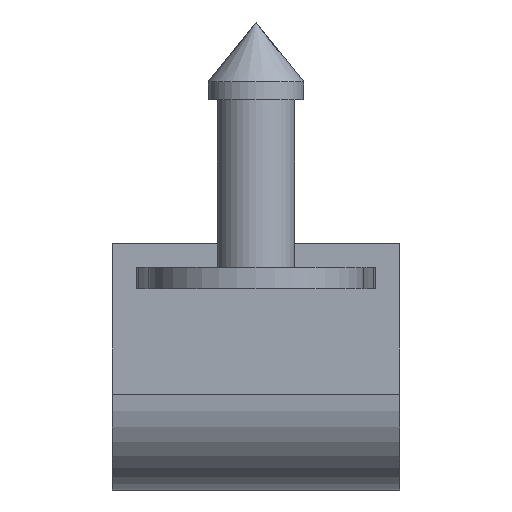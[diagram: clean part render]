
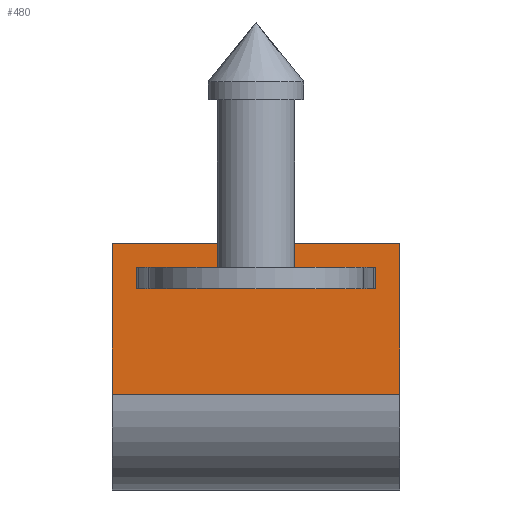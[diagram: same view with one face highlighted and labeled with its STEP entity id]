
A CAD part, front view. The second image highlights one B-rep face of the part: STEP entity #480.
In plain terms, the highlighted planar face has unit normal (0, -1, 0).
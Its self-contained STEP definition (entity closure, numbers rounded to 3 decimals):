
#5 = CARTESIAN_POINT ( 'NONE',  ( -9.959, 10., 0. ) ) ;
#15 = EDGE_CURVE ( 'NONE', #836, #1086, #1037, .T. ) ;
#45 = CARTESIAN_POINT ( 'NONE',  ( -9.959, 10., 1.8 ) ) ;
#174 = DIRECTION ( 'NONE',  ( 0., 0., 1. ) ) ;
#176 = EDGE_CURVE ( 'NONE', #365, #1129, #331, .T. ) ;
#227 = DIRECTION ( 'NONE',  ( 1., 0., 0. ) ) ;
#258 = EDGE_CURVE ( 'NONE', #836, #365, #832, .T. ) ;
#272 = LINE ( 'NONE', #471, #487 ) ;
#274 = LINE ( 'NONE', #343, #1038 ) ;
#283 = DIRECTION ( 'NONE',  ( 1., 0., 0. ) ) ;
#289 = FACE_OUTER_BOUND ( 'NONE', #644, .T. ) ;
#291 = ORIENTED_EDGE ( 'NONE', *, *, #258, .T. ) ;
#301 = CARTESIAN_POINT ( 'NONE',  ( 12., 10., -14.803 ) ) ;
#331 = LINE ( 'NONE', #301, #1069 ) ;
#342 = AXIS2_PLACEMENT_3D ( 'NONE', #1235, #455, #853 ) ;
#343 = CARTESIAN_POINT ( 'NONE',  ( -12., 10., 1.8 ) ) ;
#365 = VERTEX_POINT ( 'NONE', #1112 ) ;
#379 = ORIENTED_EDGE ( 'NONE', *, *, #176, .T. ) ;
#396 = ORIENTED_EDGE ( 'NONE', *, *, #1152, .F. ) ;
#404 = EDGE_CURVE ( 'NONE', #1027, #1058, #274, .T. ) ;
#455 = DIRECTION ( 'NONE',  ( 0., -1., 0. ) ) ;
#461 = DIRECTION ( 'NONE',  ( 0., 0., 1. ) ) ;
#471 = CARTESIAN_POINT ( 'NONE',  ( -12., 10., 0. ) ) ;
#479 = CARTESIAN_POINT ( 'NONE',  ( -12., 10., -14.803 ) ) ;
#480 = ADVANCED_FACE ( 'NONE', ( #816, #289 ), #646, .T. ) ;
#487 = VECTOR ( 'NONE', #283, 1000. ) ;
#526 = ORIENTED_EDGE ( 'NONE', *, *, #807, .F. ) ;
#621 = EDGE_LOOP ( 'NONE', ( #755, #396, #526, #959 ) ) ;
#644 = EDGE_LOOP ( 'NONE', ( #291, #379, #710, #1231 ) ) ;
#646 = PLANE ( 'NONE',  #342 ) ;
#671 = CARTESIAN_POINT ( 'NONE',  ( 9.959, 10., 0. ) ) ;
#695 = EDGE_CURVE ( 'NONE', #1058, #910, #751, .T. ) ;
#710 = ORIENTED_EDGE ( 'NONE', *, *, #1217, .F. ) ;
#723 = CARTESIAN_POINT ( 'NONE',  ( 9.959, 10., 1.8 ) ) ;
#739 = VECTOR ( 'NONE', #227, 1000. ) ;
#745 = CARTESIAN_POINT ( 'NONE',  ( -12., 10., 3.8 ) ) ;
#751 = LINE ( 'NONE', #1048, #1050 ) ;
#755 = ORIENTED_EDGE ( 'NONE', *, *, #404, .F. ) ;
#807 = EDGE_CURVE ( 'NONE', #910, #852, #272, .T. ) ;
#816 = FACE_BOUND ( 'NONE', #621, .T. ) ;
#832 = LINE ( 'NONE', #1078, #739 ) ;
#836 = VERTEX_POINT ( 'NONE', #1045 ) ;
#852 = VERTEX_POINT ( 'NONE', #671 ) ;
#853 = DIRECTION ( 'NONE',  ( 0., 0., -1. ) ) ;
#910 = VERTEX_POINT ( 'NONE', #5 ) ;
#914 = DIRECTION ( 'NONE',  ( -1., 0., 0. ) ) ;
#918 = VECTOR ( 'NONE', #1028, 1000. ) ;
#937 = CARTESIAN_POINT ( 'NONE',  ( 9.959, 10., -48.332 ) ) ;
#948 = VECTOR ( 'NONE', #174, 1000. ) ;
#959 = ORIENTED_EDGE ( 'NONE', *, *, #695, .F. ) ;
#1027 = VERTEX_POINT ( 'NONE', #723 ) ;
#1028 = DIRECTION ( 'NONE',  ( 1., 0., 0. ) ) ;
#1037 = LINE ( 'NONE', #479, #1210 ) ;
#1038 = VECTOR ( 'NONE', #914, 1000. ) ;
#1045 = CARTESIAN_POINT ( 'NONE',  ( -12., 10., -8.803 ) ) ;
#1048 = CARTESIAN_POINT ( 'NONE',  ( -9.959, 10., -48.332 ) ) ;
#1050 = VECTOR ( 'NONE', #1144, 1000. ) ;
#1058 = VERTEX_POINT ( 'NONE', #45 ) ;
#1069 = VECTOR ( 'NONE', #1081, 1000. ) ;
#1078 = CARTESIAN_POINT ( 'NONE',  ( 12., 10., -8.803 ) ) ;
#1081 = DIRECTION ( 'NONE',  ( 0., 0., 1. ) ) ;
#1086 = VERTEX_POINT ( 'NONE', #745 ) ;
#1112 = CARTESIAN_POINT ( 'NONE',  ( 12., 10., -8.803 ) ) ;
#1117 = CARTESIAN_POINT ( 'NONE',  ( -12., 10., 3.8 ) ) ;
#1129 = VERTEX_POINT ( 'NONE', #1218 ) ;
#1138 = LINE ( 'NONE', #1117, #918 ) ;
#1144 = DIRECTION ( 'NONE',  ( 0., 0., -1. ) ) ;
#1152 = EDGE_CURVE ( 'NONE', #852, #1027, #1204, .T. ) ;
#1204 = LINE ( 'NONE', #937, #948 ) ;
#1210 = VECTOR ( 'NONE', #461, 1000. ) ;
#1217 = EDGE_CURVE ( 'NONE', #1086, #1129, #1138, .T. ) ;
#1218 = CARTESIAN_POINT ( 'NONE',  ( 12., 10., 3.8 ) ) ;
#1231 = ORIENTED_EDGE ( 'NONE', *, *, #15, .F. ) ;
#1235 = CARTESIAN_POINT ( 'NONE',  ( -12., 10., -14.803 ) ) ;
